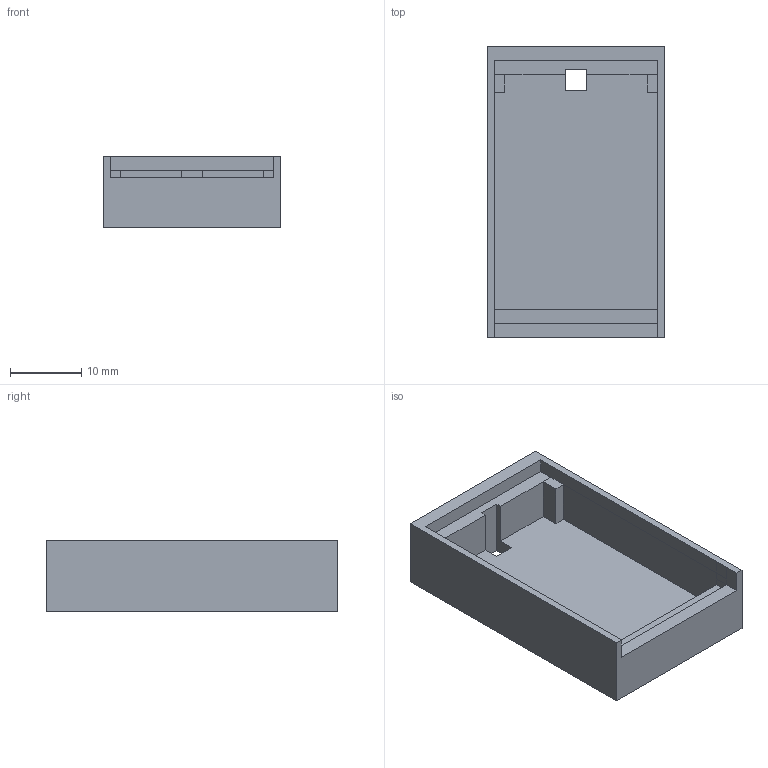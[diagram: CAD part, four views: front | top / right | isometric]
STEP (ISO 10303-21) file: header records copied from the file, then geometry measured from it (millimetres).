
FILE_DESCRIPTION(('FreeCAD Model'),'2;1');
FILE_NAME( 'base-7segmentos.step', '2018-08-20T11:22:05',('Author'),(''), 'Open CASCADE STEP processor 7.3','FreeCAD','Unknown');
FILE_SCHEMA(('AUTOMOTIVE_DESIGN_CC2 { 1 2 10303 214 -1 1 5 4 }'));
Length unit declared in the file: millimetre
Products named in the file (1): base
Bounding box: 25 x 41 x 10 mm (x, y, z)
Volume: 3777.5 mm3; surface area: 4179 mm2
Topology: 1 solids, 1 shells, 37 faces, 96 edges, 60 vertices
Faces by surface type: plane 37
Entity records: 2341 total; most frequent: CARTESIAN_POINT 412, DIRECTION 338, LINE 262, VECTOR 262, ORIENTED_EDGE 192, PCURVE 192, DEFINITIONAL_REPRESENTATION 192, EDGE_CURVE 96
